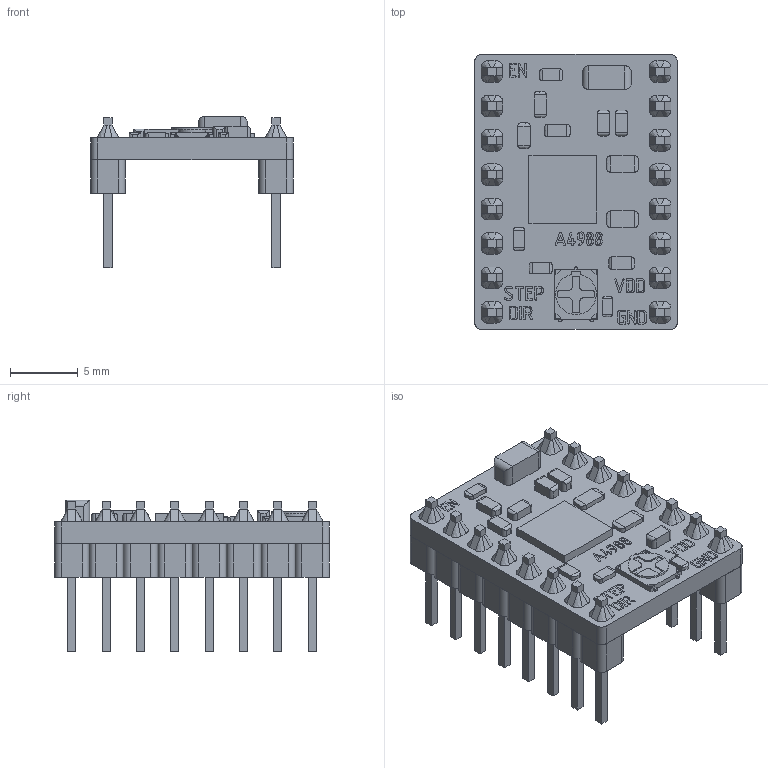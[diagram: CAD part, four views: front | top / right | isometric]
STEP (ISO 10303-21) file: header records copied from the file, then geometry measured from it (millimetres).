
FILE_DESCRIPTION(/* description */ (''),/* implementation_level */ '2;1');
FILE_NAME(/* name */ 'A4988-Stepper-Driver-WithPins',/* time_stamp */ '2023-08-15T10:45:39-04:00',/* author */ (''),/* organization */ (''),/* preprocessor_version */ 'ST-DEVELOPER v16.5',/* originating_system */ 'Rhino 7.33',/* authorisation */ '');
FILE_SCHEMA (('AUTOMOTIVE_DESIGN'));
Length unit declared in the file: millimetre
Products named in the file (1): Document
Bounding box: 14.96 x 20.32 x 11.2 mm (x, y, z)
Volume: 832.1 mm3; surface area: 1731.9 mm2
Topology: 34 solids, 34 shells, 719 faces, 2030 edges, 1434 vertices
Faces by surface type: plane 457, cylinder 150, bspline 112
Full cylindrical faces by diameter (mm): 2 x1
Entity records: 26439 total; most frequent: CARTESIAN_POINT 10065, ORIENTED_EDGE 4060, EDGE_CURVE 2030, VERTEX_POINT 1434, B_SPLINE_CURVE_WITH_KNOTS 1208, EDGE_LOOP 774, ADVANCED_FACE 719, FACE_OUTER_BOUND 719
